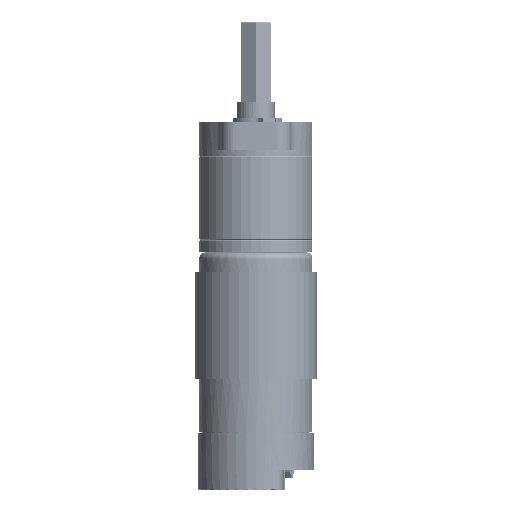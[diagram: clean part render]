
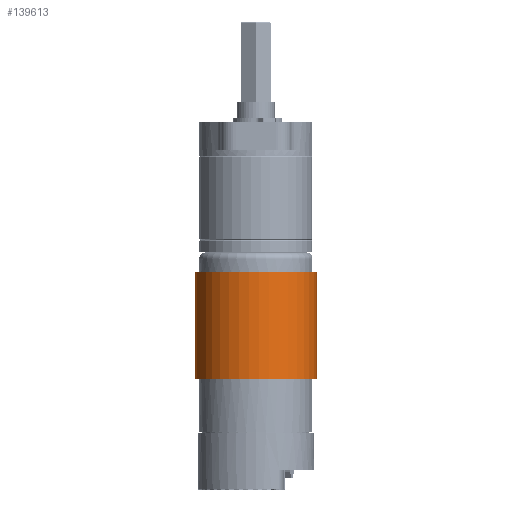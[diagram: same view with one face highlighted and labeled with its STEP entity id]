
A CAD part, left-side view. The second image highlights one B-rep face of the part: STEP entity #139613.
In plain terms, the highlighted cylindrical face has radius 19.5 mm (diameter 39 mm), a partial arc.
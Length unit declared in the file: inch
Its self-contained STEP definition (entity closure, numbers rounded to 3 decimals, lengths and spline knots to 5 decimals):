
#4949 = CARTESIAN_POINT ( 'NONE',  ( 0.76367, -0.07874, 0. ) ) ;
#7622 = DIRECTION ( 'NONE',  ( 0., 0., -1. ) ) ;
#15105 = FACE_OUTER_BOUND ( 'NONE', #108747, .T. ) ;
#17340 = DIRECTION ( 'NONE',  ( 0., 0., -1. ) ) ;
#17813 = CARTESIAN_POINT ( 'NONE',  ( 0., 0., 1.99803 ) ) ;
#19265 = VERTEX_POINT ( 'NONE', #139381 ) ;
#19675 = CARTESIAN_POINT ( 'NONE',  ( 0., 0., 0.65945 ) ) ;
#28376 = DIRECTION ( 'NONE',  ( -1., 0., 0. ) ) ;
#29995 = LINE ( 'NONE', #4949, #100409 ) ;
#30035 = EDGE_CURVE ( 'NONE', #59192, #141555, #29995, .T. ) ;
#33500 = CIRCLE ( 'NONE', #120913, 0.76772 ) ;
#37061 = DIRECTION ( 'NONE',  ( 0., 0., -1. ) ) ;
#41262 = DIRECTION ( 'NONE',  ( -1., 0., 0. ) ) ;
#47847 = DIRECTION ( 'NONE',  ( 0., 0., -1. ) ) ;
#52603 = VERTEX_POINT ( 'NONE', #87127 ) ;
#53286 = DIRECTION ( 'NONE',  ( -1., 0., 0. ) ) ;
#58033 = ORIENTED_EDGE ( 'NONE', *, *, #141777, .T. ) ;
#59192 = VERTEX_POINT ( 'NONE', #111794 ) ;
#70333 = VECTOR ( 'NONE', #47847, 39.37008 ) ;
#71305 = CARTESIAN_POINT ( 'NONE',  ( -0.76772, 0., -0.2815 ) ) ;
#83830 = LINE ( 'NONE', #71305, #70333 ) ;
#83831 = ORIENTED_EDGE ( 'NONE', *, *, #122321, .T. ) ;
#86282 = CYLINDRICAL_SURFACE ( 'NONE', #130332, 0.76772 ) ;
#87127 = CARTESIAN_POINT ( 'NONE',  ( -0.76772, 0., 1.99803 ) ) ;
#94037 = ORIENTED_EDGE ( 'NONE', *, *, #30035, .T. ) ;
#100409 = VECTOR ( 'NONE', #146568, 39.37008 ) ;
#100591 = EDGE_CURVE ( 'NONE', #59192, #19265, #125811, .T. ) ;
#103388 = AXIS2_PLACEMENT_3D ( 'NONE', #19675, #17340, #53286 ) ;
#108747 = EDGE_LOOP ( 'NONE', ( #83831, #58033, #121148, #94037 ) ) ;
#111794 = CARTESIAN_POINT ( 'NONE',  ( 0.76367, -0.07874, 0.65945 ) ) ;
#120744 = CARTESIAN_POINT ( 'NONE',  ( 0., 0., -0.2815 ) ) ;
#120913 = AXIS2_PLACEMENT_3D ( 'NONE', #17813, #7622, #41262 ) ;
#121148 = ORIENTED_EDGE ( 'NONE', *, *, #100591, .F. ) ;
#122321 = EDGE_CURVE ( 'NONE', #141555, #52603, #33500, .T. ) ;
#125811 = CIRCLE ( 'NONE', #103388, 0.76772 ) ;
#130332 = AXIS2_PLACEMENT_3D ( 'NONE', #120744, #37061, #28376 ) ;
#139381 = CARTESIAN_POINT ( 'NONE',  ( -0.76772, 0., 0.65945 ) ) ;
#139613 = ADVANCED_FACE ( 'NONE', ( #15105 ), #86282, .T. ) ;
#141555 = VERTEX_POINT ( 'NONE', #146548 ) ;
#141777 = EDGE_CURVE ( 'NONE', #52603, #19265, #83830, .T. ) ;
#146548 = CARTESIAN_POINT ( 'NONE',  ( 0.76367, -0.07874, 1.99803 ) ) ;
#146568 = DIRECTION ( 'NONE',  ( 0., 0., 1. ) ) ;
